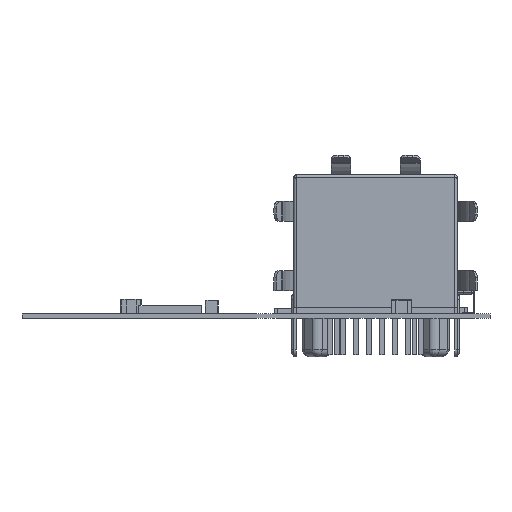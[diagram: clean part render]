
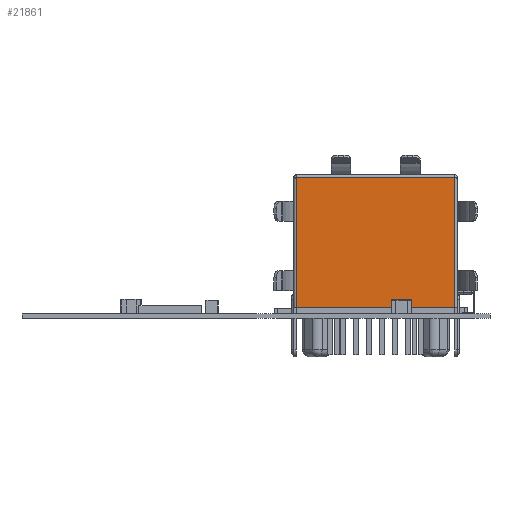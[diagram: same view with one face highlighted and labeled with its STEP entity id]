
A CAD part, front view. The second image highlights one B-rep face of the part: STEP entity #21861.
In plain terms, the highlighted face is planar.
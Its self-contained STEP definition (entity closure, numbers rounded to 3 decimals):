
#21691 = VERTEX_POINT('',#21692);
#21692 = CARTESIAN_POINT('',(-7.746,10.65,0.673));
#21699 = EDGE_CURVE('',#21700,#21691,#21702,.T.);
#21700 = VERTEX_POINT('',#21701);
#21701 = CARTESIAN_POINT('',(7.746,10.65,0.673));
#21702 = LINE('',#21703,#21704);
#21703 = CARTESIAN_POINT('',(6.,10.65,0.673));
#21704 = VECTOR('',#21705,1.);
#21705 = DIRECTION('',(-1.,0.,0.));
#21835 = EDGE_CURVE('',#21700,#21836,#21838,.T.);
#21836 = VERTEX_POINT('',#21837);
#21837 = CARTESIAN_POINT('',(7.746,10.65,13.346));
#21838 = LINE('',#21839,#21840);
#21839 = CARTESIAN_POINT('',(7.746,10.65,10.136));
#21840 = VECTOR('',#21841,1.);
#21841 = DIRECTION('',(0.,0.,1.));
#21861 = ADVANCED_FACE('',(#21862),#21880,.T.);
#21862 = FACE_BOUND('',#21863,.T.);
#21863 = EDGE_LOOP('',(#21864,#21865,#21873,#21879));
#21864 = ORIENTED_EDGE('',*,*,#21699,.T.);
#21865 = ORIENTED_EDGE('',*,*,#21866,.F.);
#21866 = EDGE_CURVE('',#21867,#21691,#21869,.T.);
#21867 = VERTEX_POINT('',#21868);
#21868 = CARTESIAN_POINT('',(-7.746,10.65,13.346));
#21869 = LINE('',#21870,#21871);
#21870 = CARTESIAN_POINT('',(-7.746,10.65,3.463));
#21871 = VECTOR('',#21872,1.);
#21872 = DIRECTION('',(0.,0.,-1.));
#21873 = ORIENTED_EDGE('',*,*,#21874,.F.);
#21874 = EDGE_CURVE('',#21836,#21867,#21875,.T.);
#21875 = LINE('',#21876,#21877);
#21876 = CARTESIAN_POINT('',(-1.873,10.65,13.346));
#21877 = VECTOR('',#21878,1.);
#21878 = DIRECTION('',(-1.,0.,0.));
#21879 = ORIENTED_EDGE('',*,*,#21835,.F.);
#21880 = PLANE('',#21881);
#21881 = AXIS2_PLACEMENT_3D('',#21882,#21883,#21884);
#21882 = CARTESIAN_POINT('',(4.,10.65,6.927));
#21883 = DIRECTION('',(0.,1.,0.));
#21884 = DIRECTION('',(0.,-0.,1.));
